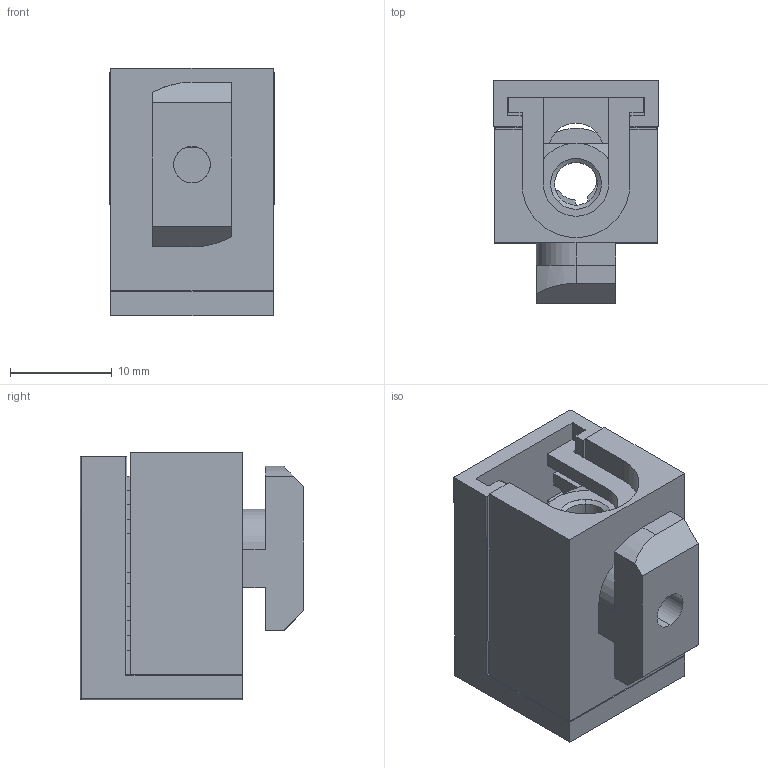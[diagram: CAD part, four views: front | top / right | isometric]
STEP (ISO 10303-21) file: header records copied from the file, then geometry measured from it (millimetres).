
FILE_DESCRIPTION (( 'STEP AP203' ), '1' );
FILE_NAME ('094511M5CS.STEP', '2015-09-23T13:44:10', ( '' ), ( '' ), 'SwSTEP 2.0', 'SolidWorks 2014', '' );
FILE_SCHEMA (( 'CONFIG_CONTROL_DESIGN' ));
Length unit declared in the file: millimetre
Products named in the file (5): 094511R01; Square nut DIN 557 M5_Square nut DIN 557 M5; 094511R02; 094511M5CS; 093169_093169 sw
Assembly tree (4 placements, depth 2):
  094511M5CS
    094511R01
    094511R02
    093169_093169 sw
    Square nut DIN 557 M5_Square nut DIN 557 M5
Bounding box: 16.3 x 22 x 24.4 mm (x, y, z)
Volume: 4494.3 mm3; surface area: 5311.5 mm2
Topology: 4 solids, 4 shells, 183 faces, 499 edges, 323 vertices
Faces by surface type: plane 111, cylinder 51, cone 11, bspline 6, torus 2, sphere 2
Entity records: 6377 total; most frequent: CARTESIAN_POINT 1236, ORIENTED_EDGE 994, DIRECTION 930, EDGE_CURVE 497, VECTOR 360, LINE 360, VERTEX_POINT 323, AXIS2_PLACEMENT_3D 285
